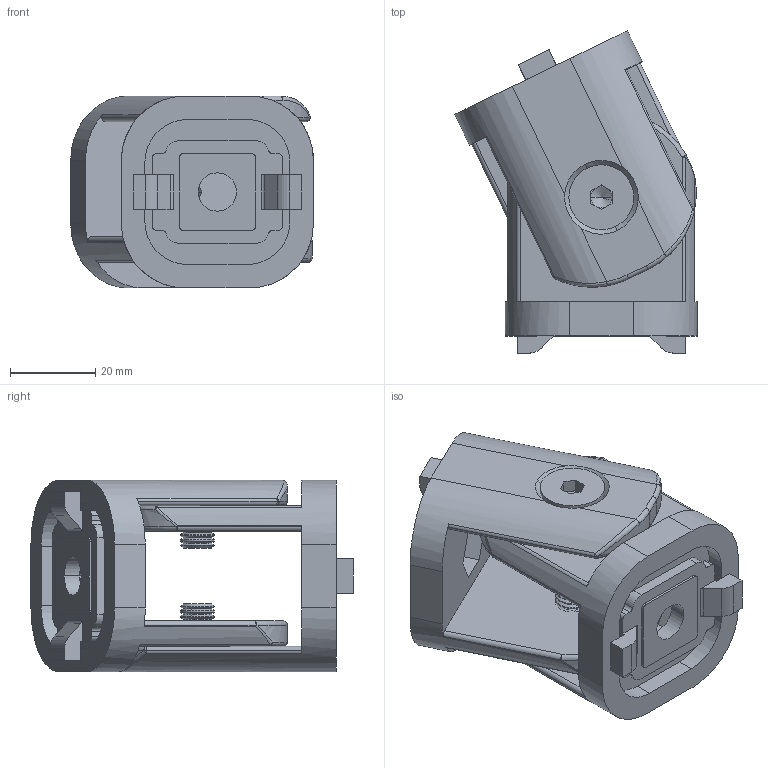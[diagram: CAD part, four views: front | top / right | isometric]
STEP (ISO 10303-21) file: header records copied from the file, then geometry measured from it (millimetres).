
FILE_DESCRIPTION (( 'STEP AP203' ), '1' );
FILE_NAME ('084.311.013.STEP', '2014-11-13T10:33:29', ( '' ), ( '' ), 'SwSTEP 2.0', 'SolidWorks 2012', '' );
FILE_SCHEMA (( 'CONFIG_CONTROL_DESIGN' ));
Length unit declared in the file: millimetre
Products named in the file (4): 084.311.010-2; socket countersunk head screw_iso_ISO 10642 - M8 x 16 --- 16S; 084.311.013-1; 084.311.013
Assembly tree (6 placements, depth 2):
  084.311.013
    084.311.013-1  x2
    socket countersunk head screw_iso_ISO 10642 - M8 x 16 --- 16S  x2
    084.311.010-2  x2
Bounding box: 56.9 x 75.55 x 45 mm (x, y, z)
Volume: 61625.4 mm3; surface area: 30779.7 mm2
Topology: 6 solids, 6 shells, 392 faces, 1012 edges, 622 vertices
Faces by surface type: cylinder 140, plane 140, cone 64, sphere 20, torus 20, bspline 8
Entity records: 6628 total; most frequent: CARTESIAN_POINT 1232, DIRECTION 1112, ORIENTED_EDGE 996, EDGE_CURVE 498, AXIS2_PLACEMENT_3D 423, VERTEX_POINT 311, LINE 266, VECTOR 266
